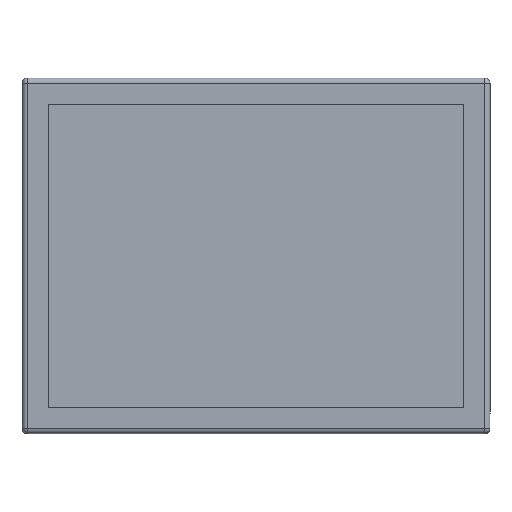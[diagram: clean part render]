
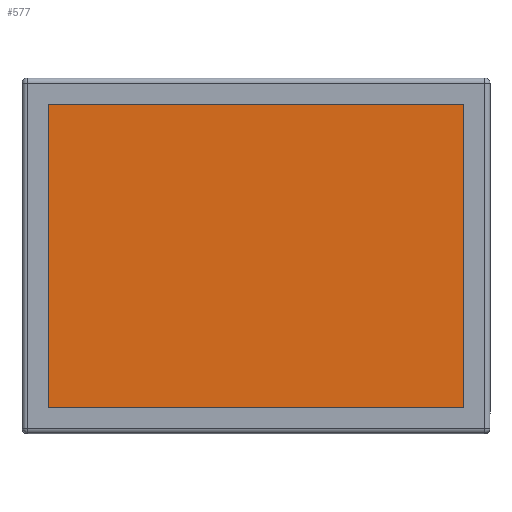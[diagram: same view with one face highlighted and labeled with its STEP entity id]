
A CAD part, top view. The second image highlights one B-rep face of the part: STEP entity #577.
In plain terms, the highlighted planar face has unit normal (0, 0, 1).
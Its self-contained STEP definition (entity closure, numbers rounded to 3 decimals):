
#435=CARTESIAN_POINT('',(-39.75,29.,34.6));
#436=VERTEX_POINT('',#435);
#437=CARTESIAN_POINT('',(39.75,29.,34.6));
#438=VERTEX_POINT('',#437);
#439=CARTESIAN_POINT('',(-39.75,29.,34.6));
#440=DIRECTION('',(1.0,0.0,0.0));
#441=VECTOR('',#440,79.5);
#442=LINE('',#439,#441);
#443=EDGE_CURVE('',#436,#438,#442,.T.);
#475=CARTESIAN_POINT('',(-39.75,-29.,34.6));
#476=VERTEX_POINT('',#475);
#477=CARTESIAN_POINT('',(-39.75,-29.,34.6));
#478=DIRECTION('',(0.0,1.0,0.0));
#479=VECTOR('',#478,58.0);
#480=LINE('',#477,#479);
#481=EDGE_CURVE('',#476,#436,#480,.T.);
#514=CARTESIAN_POINT('',(39.75,-29.,34.6));
#515=VERTEX_POINT('',#514);
#522=CARTESIAN_POINT('',(-39.75,-29.,34.6));
#523=DIRECTION('',(1.0,0.0,0.0));
#524=VECTOR('',#523,79.5);
#525=LINE('',#522,#524);
#526=EDGE_CURVE('',#476,#515,#525,.T.);
#544=CARTESIAN_POINT('',(39.75,29.,34.6));
#545=DIRECTION('',(0.0,-1.0,0.0));
#546=VECTOR('',#545,58.0);
#547=LINE('',#544,#546);
#548=EDGE_CURVE('',#438,#515,#547,.T.);
#566=CARTESIAN_POINT('',(38.689,-27.939,34.6));
#567=DIRECTION('',(0.0,0.0,1.0));
#568=DIRECTION('',(0.0,1.0,0.0));
#569=AXIS2_PLACEMENT_3D('',#566,#567,#568);
#570=PLANE('',#569);
#571=ORIENTED_EDGE('',*,*,#526,.T.);
#572=ORIENTED_EDGE('',*,*,#548,.F.);
#573=ORIENTED_EDGE('',*,*,#443,.F.);
#574=ORIENTED_EDGE('',*,*,#481,.F.);
#575=EDGE_LOOP('',(#571,#572,#573,#574));
#576=FACE_OUTER_BOUND('',#575,.T.);
#577=ADVANCED_FACE('',(#576),#570,.T.);
